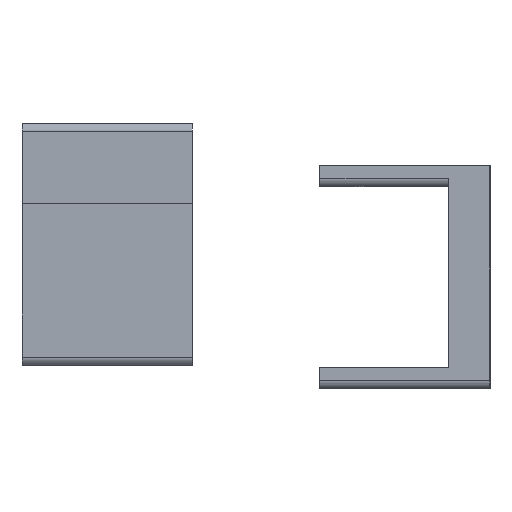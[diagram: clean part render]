
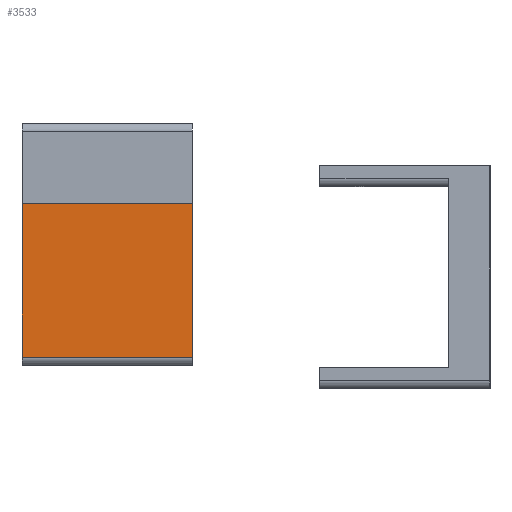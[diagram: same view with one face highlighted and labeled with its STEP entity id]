
A CAD part, left-side view. The second image highlights one B-rep face of the part: STEP entity #3533.
In plain terms, the highlighted planar face has unit normal (-1, 0, 0).
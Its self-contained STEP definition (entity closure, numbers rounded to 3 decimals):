
#177=FACE_OUTER_BOUND('',#370,.T.);
#370=EDGE_LOOP('',(#2739,#2740,#2741,#2742));
#799=LINE('',#5474,#1199);
#800=LINE('',#5476,#1200);
#801=LINE('',#5478,#1201);
#802=LINE('',#5479,#1202);
#1199=VECTOR('',#4421,10.);
#1200=VECTOR('',#4422,10.);
#1201=VECTOR('',#4423,10.);
#1202=VECTOR('',#4424,10.);
#1570=VERTEX_POINT('',#5472);
#1571=VERTEX_POINT('',#5473);
#1572=VERTEX_POINT('',#5475);
#1573=VERTEX_POINT('',#5477);
#2002=EDGE_CURVE('',#1570,#1571,#799,.T.);
#2003=EDGE_CURVE('',#1572,#1570,#800,.T.);
#2004=EDGE_CURVE('',#1573,#1572,#801,.T.);
#2005=EDGE_CURVE('',#1571,#1573,#802,.T.);
#2739=ORIENTED_EDGE('',*,*,#2002,.F.);
#2740=ORIENTED_EDGE('',*,*,#2003,.F.);
#2741=ORIENTED_EDGE('',*,*,#2004,.F.);
#2742=ORIENTED_EDGE('',*,*,#2005,.F.);
#3391=PLANE('',#3778);
#3533=ADVANCED_FACE('',(#177),#3391,.F.);
#3778=AXIS2_PLACEMENT_3D('',#5471,#4419,#4420);
#4419=DIRECTION('center_axis',(1.,0.,0.));
#4420=DIRECTION('ref_axis',(0.,0.,-1.));
#4421=DIRECTION('',(0.,-1.,0.));
#4422=DIRECTION('',(0.,0.,1.));
#4423=DIRECTION('',(0.,1.,0.));
#4424=DIRECTION('',(0.,0.,-1.));
#5471=CARTESIAN_POINT('Origin',(15.,70.,19.));
#5472=CARTESIAN_POINT('',(15.,110.,17.));
#5473=CARTESIAN_POINT('',(15.,70.,17.));
#5474=CARTESIAN_POINT('',(15.,70.,17.));
#5475=CARTESIAN_POINT('',(15.,110.,-31.));
#5476=CARTESIAN_POINT('',(15.,110.,9.5));
#5477=CARTESIAN_POINT('',(15.,70.,-31.));
#5478=CARTESIAN_POINT('',(15.,70.,-31.));
#5479=CARTESIAN_POINT('',(15.,70.,9.));
